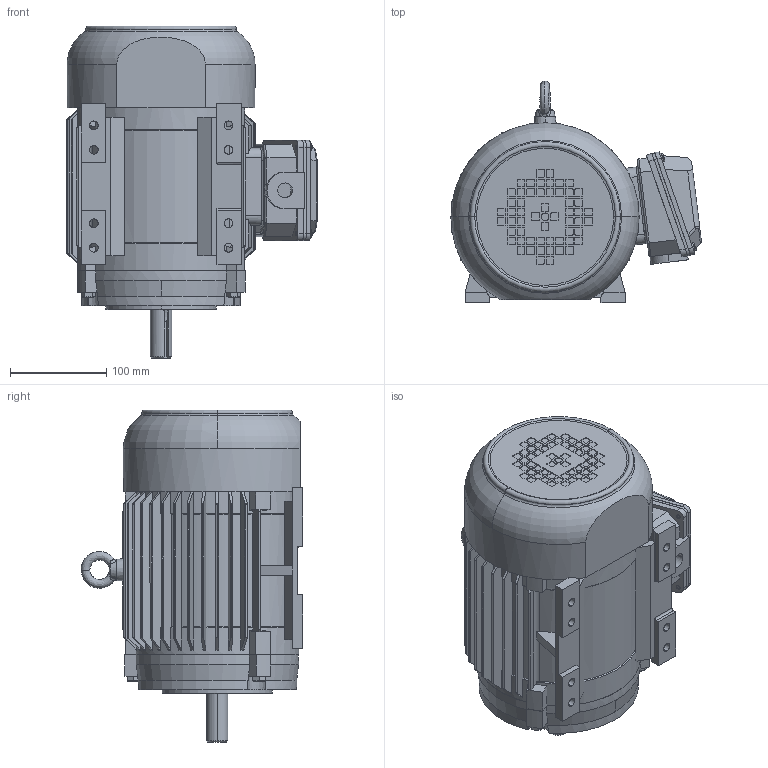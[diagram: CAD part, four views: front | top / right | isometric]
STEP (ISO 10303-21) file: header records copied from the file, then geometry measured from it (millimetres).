
FILE_DESCRIPTION (( 'STEP AP214' ), '1' );
FILE_NAME ('PEWWE-145TC.STEP', '2018-07-16T22:17:35', ( '' ), ( '' ), 'SwSTEP 2.0', 'SolidWorks 2017', '' );
FILE_SCHEMA (( 'AUTOMOTIVE_DESIGN' ));
Length unit declared in the file: inch
Products named in the file (1): PEWWE-145TC
Bounding box: 260.14 x 230 x 344.4 mm (x, y, z)
Volume: 5391500.9 mm3; surface area: 619247.2 mm2
Topology: 14 solids, 18 shells, 1427 faces, 3849 edges, 2521 vertices
Faces by surface type: plane 650, cylinder 561, cone 144, torus 49, bspline 23
Entity records: 56163 total; most frequent: CARTESIAN_POINT 20877, ORIENTED_EDGE 7666, DIRECTION 6866, EDGE_CURVE 3833, VERTEX_POINT 2521, AXIS2_PLACEMENT_3D 2507, VECTOR 1852, LINE 1852
